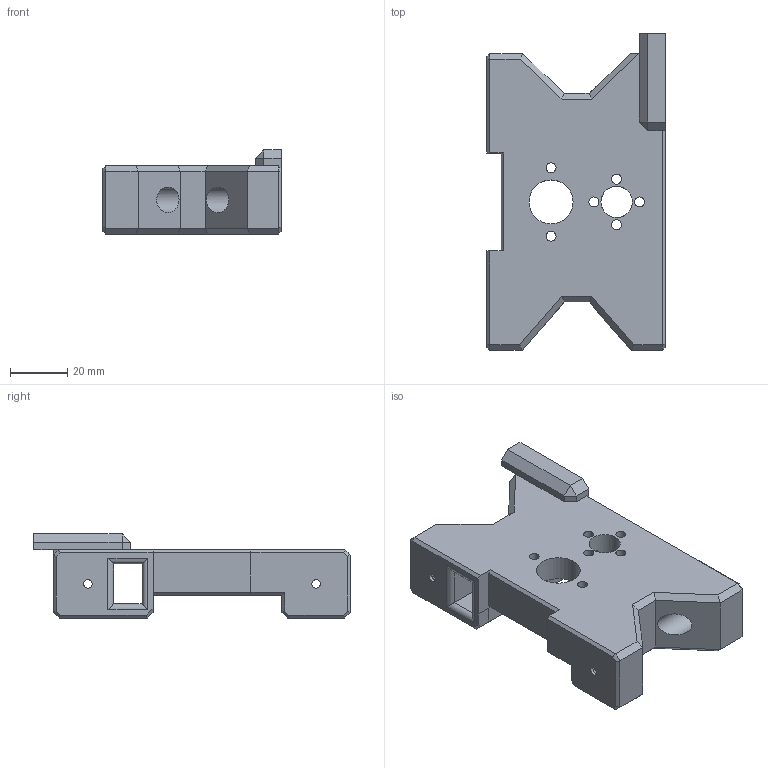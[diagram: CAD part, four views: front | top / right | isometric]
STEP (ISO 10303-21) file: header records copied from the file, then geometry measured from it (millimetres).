
FILE_DESCRIPTION(('FreeCAD Model'),'2;1');
FILE_NAME('Carriage_Left.step','2020-08-11T22:08:08',(''),(''), 'Open CASCADE STEP processor 7.3','FreeCAD','Unknown');
FILE_SCHEMA(('CONFIG_CONTROL_DESIGN','SHAPE_APPEARANCE_LAYER_MIM'));
Length unit declared in the file: millimetre
Products named in the file (1): Carriage_Left
Bounding box: 62.5 x 111 x 29.5 mm (x, y, z)
Volume: 85973 mm3; surface area: 26542.2 mm2
Topology: 1 solids, 1 shells, 165 faces, 425 edges, 265 vertices
Faces by surface type: plane 132, cylinder 25, cone 8
Full cylindrical faces by diameter (mm): 3 x2, 3.5 x6, 8.3 x4, 9 x3, 11 x1, 15.4 x1
Entity records: 5000 total; most frequent: CARTESIAN_POINT 856, ORIENTED_EDGE 850, DIRECTION 815, EDGE_CURVE 425, LINE 367, VECTOR 367, VERTEX_POINT 265, AXIS2_PLACEMENT_3D 224
